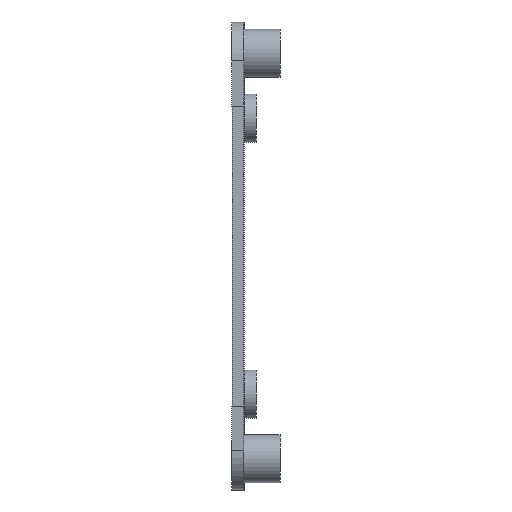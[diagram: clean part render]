
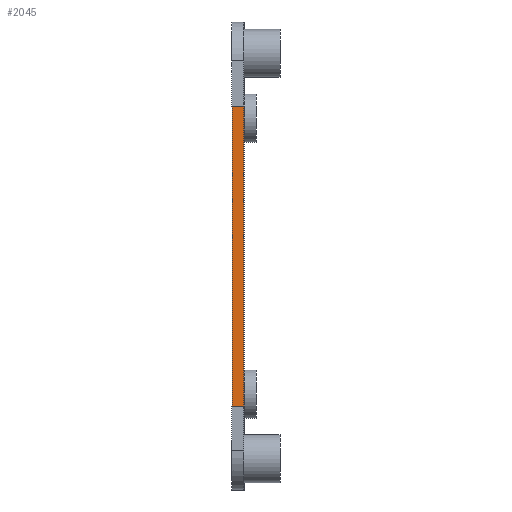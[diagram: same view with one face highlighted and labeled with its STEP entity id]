
A CAD part, left-side view. The second image highlights one B-rep face of the part: STEP entity #2045.
In plain terms, the highlighted planar face has unit normal (-1, 0, 0).
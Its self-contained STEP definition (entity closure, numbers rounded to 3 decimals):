
#94=DIRECTION('',(0.,0.,-1.));
#95=VECTOR('',#94,50.);
#96=CARTESIAN_POINT('',(-40.,2.,25.));
#97=LINE('',#96,#95);
#425=DIRECTION('',(0.,0.,-1.));
#426=VECTOR('',#425,50.);
#427=CARTESIAN_POINT('',(-40.,0.,25.));
#428=LINE('',#427,#426);
#737=DIRECTION('',(0.,-1.,0.));
#738=VECTOR('',#737,2.);
#739=CARTESIAN_POINT('',(-40.,2.,25.));
#740=LINE('',#739,#738);
#741=DIRECTION('',(0.,-1.,0.));
#742=VECTOR('',#741,2.);
#743=CARTESIAN_POINT('',(-40.,2.,-25.));
#744=LINE('',#743,#742);
#929=CARTESIAN_POINT('',(-40.,2.,25.));
#930=CARTESIAN_POINT('',(-40.,0.,25.));
#931=VERTEX_POINT('',#929);
#932=VERTEX_POINT('',#930);
#933=CARTESIAN_POINT('',(-40.,2.,-25.));
#934=CARTESIAN_POINT('',(-40.,0.,-25.));
#935=VERTEX_POINT('',#933);
#936=VERTEX_POINT('',#934);
#2033=CARTESIAN_POINT('',(-40.,0.,25.));
#2034=DIRECTION('',(-1.,0.,0.));
#2035=DIRECTION('',(0.,0.,-1.));
#2036=AXIS2_PLACEMENT_3D('',#2033,#2034,#2035);
#2037=PLANE('',#2036);
#2038=ORIENTED_EDGE('',*,*,#2025,.T.);
#2039=ORIENTED_EDGE('',*,*,#1377,.T.);
#2041=ORIENTED_EDGE('',*,*,#2040,.F.);
#2042=ORIENTED_EDGE('',*,*,#1124,.F.);
#2043=EDGE_LOOP('',(#2038,#2039,#2041,#2042));
#2044=FACE_OUTER_BOUND('',#2043,.F.);
#2045=ADVANCED_FACE('',(#2044),#2037,.T.);
#1124=EDGE_CURVE('',#931,#935,#97,.T.);
#1377=EDGE_CURVE('',#932,#936,#428,.T.);
#2025=EDGE_CURVE('',#931,#932,#740,.T.);
#2040=EDGE_CURVE('',#935,#936,#744,.T.);
